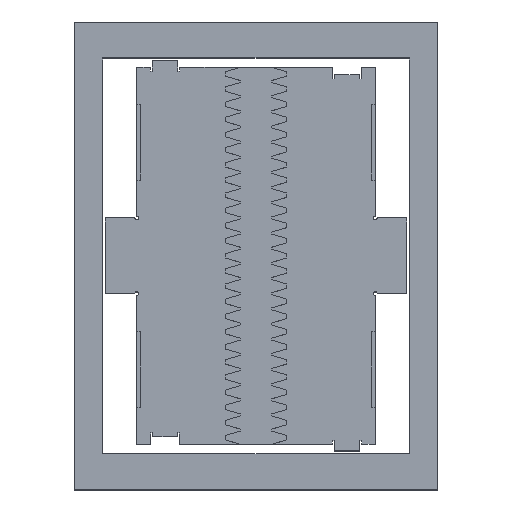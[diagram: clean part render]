
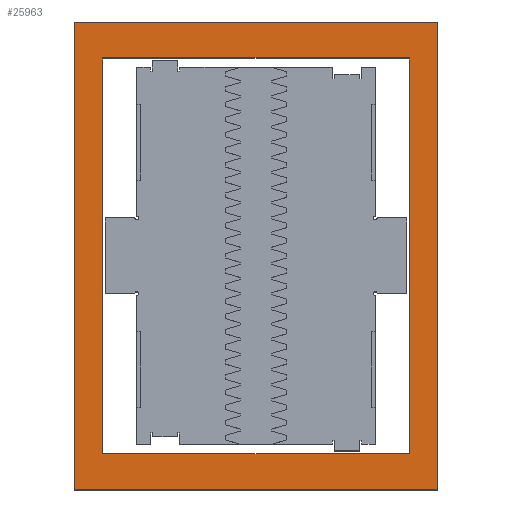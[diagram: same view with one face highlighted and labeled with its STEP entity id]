
A CAD part, top view. The second image highlights one B-rep face of the part: STEP entity #25963.
In plain terms, the highlighted planar face has unit normal (0, 0, 1).
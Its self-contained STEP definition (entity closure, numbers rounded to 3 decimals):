
#25963 = ADVANCED_FACE('',(#25964,#26083),#25978,.T.);
#25964 = FACE_BOUND('',#25965,.T.);
#25965 = EDGE_LOOP('',(#25966,#26001,#26029,#26057));
#25966 = ORIENTED_EDGE('',*,*,#25967,.T.);
#25967 = EDGE_CURVE('',#25968,#25970,#25972,.T.);
#25968 = VERTEX_POINT('',#25969);
#25969 = CARTESIAN_POINT('',(16.2,20.9,-4.2));
#25970 = VERTEX_POINT('',#25971);
#25971 = CARTESIAN_POINT('',(16.2,-20.9,-4.2));
#25972 = SURFACE_CURVE('',#25973,(#25977,#25989),.PCURVE_S1.);
#25973 = LINE('',#25974,#25975);
#25974 = CARTESIAN_POINT('',(16.2,20.9,-4.2));
#25975 = VECTOR('',#25976,1.);
#25976 = DIRECTION('',(0.,-1.,0.));
#25977 = PCURVE('',#25978,#25983);
#25978 = PLANE('',#25979);
#25979 = AXIS2_PLACEMENT_3D('',#25980,#25981,#25982);
#25980 = CARTESIAN_POINT('',(19.2,20.,-4.2));
#25981 = DIRECTION('',(0.,0.,1.));
#25982 = DIRECTION('',(0.,1.,0.));
#25983 = DEFINITIONAL_REPRESENTATION('',(#25984),#25988);
#25984 = LINE('',#25985,#25986);
#25985 = CARTESIAN_POINT('',(0.9,3.));
#25986 = VECTOR('',#25987,1.);
#25987 = DIRECTION('',(-1.,0.));
#25988 = ( GEOMETRIC_REPRESENTATION_CONTEXT(2) 
PARAMETRIC_REPRESENTATION_CONTEXT() REPRESENTATION_CONTEXT('2D SPACE',''
  ) );
#25989 = PCURVE('',#25990,#25995);
#25990 = PLANE('',#25991);
#25991 = AXIS2_PLACEMENT_3D('',#25992,#25993,#25994);
#25992 = CARTESIAN_POINT('',(16.2,20.,-6.6));
#25993 = DIRECTION('',(-1.,0.,0.));
#25994 = DIRECTION('',(0.,0.,1.));
#25995 = DEFINITIONAL_REPRESENTATION('',(#25996),#26000);
#25996 = LINE('',#25997,#25998);
#25997 = CARTESIAN_POINT('',(2.4,0.9));
#25998 = VECTOR('',#25999,1.);
#25999 = DIRECTION('',(0.,-1.));
#26000 = ( GEOMETRIC_REPRESENTATION_CONTEXT(2) 
PARAMETRIC_REPRESENTATION_CONTEXT() REPRESENTATION_CONTEXT('2D SPACE',''
  ) );
#26001 = ORIENTED_EDGE('',*,*,#26002,.F.);
#26002 = EDGE_CURVE('',#26003,#25970,#26005,.T.);
#26003 = VERTEX_POINT('',#26004);
#26004 = CARTESIAN_POINT('',(-16.2,-20.9,-4.2));
#26005 = SURFACE_CURVE('',#26006,(#26010,#26017),.PCURVE_S1.);
#26006 = LINE('',#26007,#26008);
#26007 = CARTESIAN_POINT('',(-16.2,-20.9,-4.2));
#26008 = VECTOR('',#26009,1.);
#26009 = DIRECTION('',(1.,0.,0.));
#26010 = PCURVE('',#25978,#26011);
#26011 = DEFINITIONAL_REPRESENTATION('',(#26012),#26016);
#26012 = LINE('',#26013,#26014);
#26013 = CARTESIAN_POINT('',(-40.9,35.4));
#26014 = VECTOR('',#26015,1.);
#26015 = DIRECTION('',(0.,-1.));
#26016 = ( GEOMETRIC_REPRESENTATION_CONTEXT(2) 
PARAMETRIC_REPRESENTATION_CONTEXT() REPRESENTATION_CONTEXT('2D SPACE',''
  ) );
#26017 = PCURVE('',#26018,#26023);
#26018 = PLANE('',#26019);
#26019 = AXIS2_PLACEMENT_3D('',#26020,#26021,#26022);
#26020 = CARTESIAN_POINT('',(-16.2,-20.9,-6.6));
#26021 = DIRECTION('',(0.,-1.,0.));
#26022 = DIRECTION('',(0.,0.,1.));
#26023 = DEFINITIONAL_REPRESENTATION('',(#26024),#26028);
#26024 = LINE('',#26025,#26026);
#26025 = CARTESIAN_POINT('',(2.4,0.));
#26026 = VECTOR('',#26027,1.);
#26027 = DIRECTION('',(0.,-1.));
#26028 = ( GEOMETRIC_REPRESENTATION_CONTEXT(2) 
PARAMETRIC_REPRESENTATION_CONTEXT() REPRESENTATION_CONTEXT('2D SPACE',''
  ) );
#26029 = ORIENTED_EDGE('',*,*,#26030,.T.);
#26030 = EDGE_CURVE('',#26003,#26031,#26033,.T.);
#26031 = VERTEX_POINT('',#26032);
#26032 = CARTESIAN_POINT('',(-16.2,20.9,-4.2));
#26033 = SURFACE_CURVE('',#26034,(#26038,#26045),.PCURVE_S1.);
#26034 = LINE('',#26035,#26036);
#26035 = CARTESIAN_POINT('',(-16.2,-20.9,-4.2));
#26036 = VECTOR('',#26037,1.);
#26037 = DIRECTION('',(0.,1.,0.));
#26038 = PCURVE('',#25978,#26039);
#26039 = DEFINITIONAL_REPRESENTATION('',(#26040),#26044);
#26040 = LINE('',#26041,#26042);
#26041 = CARTESIAN_POINT('',(-40.9,35.4));
#26042 = VECTOR('',#26043,1.);
#26043 = DIRECTION('',(1.,0.));
#26044 = ( GEOMETRIC_REPRESENTATION_CONTEXT(2) 
PARAMETRIC_REPRESENTATION_CONTEXT() REPRESENTATION_CONTEXT('2D SPACE',''
  ) );
#26045 = PCURVE('',#26046,#26051);
#26046 = PLANE('',#26047);
#26047 = AXIS2_PLACEMENT_3D('',#26048,#26049,#26050);
#26048 = CARTESIAN_POINT('',(-16.2,20.,-6.6));
#26049 = DIRECTION('',(-1.,0.,0.));
#26050 = DIRECTION('',(0.,0.,1.));
#26051 = DEFINITIONAL_REPRESENTATION('',(#26052),#26056);
#26052 = LINE('',#26053,#26054);
#26053 = CARTESIAN_POINT('',(2.4,-40.9));
#26054 = VECTOR('',#26055,1.);
#26055 = DIRECTION('',(0.,1.));
#26056 = ( GEOMETRIC_REPRESENTATION_CONTEXT(2) 
PARAMETRIC_REPRESENTATION_CONTEXT() REPRESENTATION_CONTEXT('2D SPACE',''
  ) );
#26057 = ORIENTED_EDGE('',*,*,#26058,.F.);
#26058 = EDGE_CURVE('',#25968,#26031,#26059,.T.);
#26059 = SURFACE_CURVE('',#26060,(#26064,#26071),.PCURVE_S1.);
#26060 = LINE('',#26061,#26062);
#26061 = CARTESIAN_POINT('',(16.2,20.9,-4.2));
#26062 = VECTOR('',#26063,1.);
#26063 = DIRECTION('',(-1.,0.,0.));
#26064 = PCURVE('',#25978,#26065);
#26065 = DEFINITIONAL_REPRESENTATION('',(#26066),#26070);
#26066 = LINE('',#26067,#26068);
#26067 = CARTESIAN_POINT('',(0.9,3.));
#26068 = VECTOR('',#26069,1.);
#26069 = DIRECTION('',(0.,1.));
#26070 = ( GEOMETRIC_REPRESENTATION_CONTEXT(2) 
PARAMETRIC_REPRESENTATION_CONTEXT() REPRESENTATION_CONTEXT('2D SPACE',''
  ) );
#26071 = PCURVE('',#26072,#26077);
#26072 = PLANE('',#26073);
#26073 = AXIS2_PLACEMENT_3D('',#26074,#26075,#26076);
#26074 = CARTESIAN_POINT('',(16.2,20.9,-6.6));
#26075 = DIRECTION('',(0.,1.,0.));
#26076 = DIRECTION('',(0.,0.,1.));
#26077 = DEFINITIONAL_REPRESENTATION('',(#26078),#26082);
#26078 = LINE('',#26079,#26080);
#26079 = CARTESIAN_POINT('',(2.4,0.));
#26080 = VECTOR('',#26081,1.);
#26081 = DIRECTION('',(0.,-1.));
#26082 = ( GEOMETRIC_REPRESENTATION_CONTEXT(2) 
PARAMETRIC_REPRESENTATION_CONTEXT() REPRESENTATION_CONTEXT('2D SPACE',''
  ) );
#26083 = FACE_BOUND('',#26084,.T.);
#26084 = EDGE_LOOP('',(#26085,#26115,#26143,#26171));
#26085 = ORIENTED_EDGE('',*,*,#26086,.T.);
#26086 = EDGE_CURVE('',#26087,#26089,#26091,.T.);
#26087 = VERTEX_POINT('',#26088);
#26088 = CARTESIAN_POINT('',(-19.2,24.7,-4.2));
#26089 = VERTEX_POINT('',#26090);
#26090 = CARTESIAN_POINT('',(-19.2,-24.7,-4.2));
#26091 = SURFACE_CURVE('',#26092,(#26096,#26103),.PCURVE_S1.);
#26092 = LINE('',#26093,#26094);
#26093 = CARTESIAN_POINT('',(-19.2,24.7,-4.2));
#26094 = VECTOR('',#26095,1.);
#26095 = DIRECTION('',(0.,-1.,0.));
#26096 = PCURVE('',#25978,#26097);
#26097 = DEFINITIONAL_REPRESENTATION('',(#26098),#26102);
#26098 = LINE('',#26099,#26100);
#26099 = CARTESIAN_POINT('',(4.7,38.4));
#26100 = VECTOR('',#26101,1.);
#26101 = DIRECTION('',(-1.,0.));
#26102 = ( GEOMETRIC_REPRESENTATION_CONTEXT(2) 
PARAMETRIC_REPRESENTATION_CONTEXT() REPRESENTATION_CONTEXT('2D SPACE',''
  ) );
#26103 = PCURVE('',#26104,#26109);
#26104 = PLANE('',#26105);
#26105 = AXIS2_PLACEMENT_3D('',#26106,#26107,#26108);
#26106 = CARTESIAN_POINT('',(-19.2,20.,-6.6));
#26107 = DIRECTION('',(-1.,0.,0.));
#26108 = DIRECTION('',(0.,0.,1.));
#26109 = DEFINITIONAL_REPRESENTATION('',(#26110),#26114);
#26110 = LINE('',#26111,#26112);
#26111 = CARTESIAN_POINT('',(2.4,4.7));
#26112 = VECTOR('',#26113,1.);
#26113 = DIRECTION('',(0.,-1.));
#26114 = ( GEOMETRIC_REPRESENTATION_CONTEXT(2) 
PARAMETRIC_REPRESENTATION_CONTEXT() REPRESENTATION_CONTEXT('2D SPACE',''
  ) );
#26115 = ORIENTED_EDGE('',*,*,#26116,.T.);
#26116 = EDGE_CURVE('',#26089,#26117,#26119,.T.);
#26117 = VERTEX_POINT('',#26118);
#26118 = CARTESIAN_POINT('',(19.2,-24.7,-4.2));
#26119 = SURFACE_CURVE('',#26120,(#26124,#26131),.PCURVE_S1.);
#26120 = LINE('',#26121,#26122);
#26121 = CARTESIAN_POINT('',(-19.2,-24.7,-4.2));
#26122 = VECTOR('',#26123,1.);
#26123 = DIRECTION('',(1.,0.,0.));
#26124 = PCURVE('',#25978,#26125);
#26125 = DEFINITIONAL_REPRESENTATION('',(#26126),#26130);
#26126 = LINE('',#26127,#26128);
#26127 = CARTESIAN_POINT('',(-44.7,38.4));
#26128 = VECTOR('',#26129,1.);
#26129 = DIRECTION('',(0.,-1.));
#26130 = ( GEOMETRIC_REPRESENTATION_CONTEXT(2) 
PARAMETRIC_REPRESENTATION_CONTEXT() REPRESENTATION_CONTEXT('2D SPACE',''
  ) );
#26131 = PCURVE('',#26132,#26137);
#26132 = PLANE('',#26133);
#26133 = AXIS2_PLACEMENT_3D('',#26134,#26135,#26136);
#26134 = CARTESIAN_POINT('',(-19.2,-24.7,-6.6));
#26135 = DIRECTION('',(0.,-1.,0.));
#26136 = DIRECTION('',(0.,0.,1.));
#26137 = DEFINITIONAL_REPRESENTATION('',(#26138),#26142);
#26138 = LINE('',#26139,#26140);
#26139 = CARTESIAN_POINT('',(2.4,0.));
#26140 = VECTOR('',#26141,1.);
#26141 = DIRECTION('',(0.,-1.));
#26142 = ( GEOMETRIC_REPRESENTATION_CONTEXT(2) 
PARAMETRIC_REPRESENTATION_CONTEXT() REPRESENTATION_CONTEXT('2D SPACE',''
  ) );
#26143 = ORIENTED_EDGE('',*,*,#26144,.T.);
#26144 = EDGE_CURVE('',#26117,#26145,#26147,.T.);
#26145 = VERTEX_POINT('',#26146);
#26146 = CARTESIAN_POINT('',(19.2,24.7,-4.2));
#26147 = SURFACE_CURVE('',#26148,(#26152,#26159),.PCURVE_S1.);
#26148 = LINE('',#26149,#26150);
#26149 = CARTESIAN_POINT('',(19.2,-24.7,-4.2));
#26150 = VECTOR('',#26151,1.);
#26151 = DIRECTION('',(0.,1.,0.));
#26152 = PCURVE('',#25978,#26153);
#26153 = DEFINITIONAL_REPRESENTATION('',(#26154),#26158);
#26154 = LINE('',#26155,#26156);
#26155 = CARTESIAN_POINT('',(-44.7,0.));
#26156 = VECTOR('',#26157,1.);
#26157 = DIRECTION('',(1.,0.));
#26158 = ( GEOMETRIC_REPRESENTATION_CONTEXT(2) 
PARAMETRIC_REPRESENTATION_CONTEXT() REPRESENTATION_CONTEXT('2D SPACE',''
  ) );
#26159 = PCURVE('',#26160,#26165);
#26160 = PLANE('',#26161);
#26161 = AXIS2_PLACEMENT_3D('',#26162,#26163,#26164);
#26162 = CARTESIAN_POINT('',(19.2,20.,-6.6));
#26163 = DIRECTION('',(-1.,0.,0.));
#26164 = DIRECTION('',(0.,0.,1.));
#26165 = DEFINITIONAL_REPRESENTATION('',(#26166),#26170);
#26166 = LINE('',#26167,#26168);
#26167 = CARTESIAN_POINT('',(2.4,-44.7));
#26168 = VECTOR('',#26169,1.);
#26169 = DIRECTION('',(0.,1.));
#26170 = ( GEOMETRIC_REPRESENTATION_CONTEXT(2) 
PARAMETRIC_REPRESENTATION_CONTEXT() REPRESENTATION_CONTEXT('2D SPACE',''
  ) );
#26171 = ORIENTED_EDGE('',*,*,#26172,.T.);
#26172 = EDGE_CURVE('',#26145,#26087,#26173,.T.);
#26173 = SURFACE_CURVE('',#26174,(#26178,#26185),.PCURVE_S1.);
#26174 = LINE('',#26175,#26176);
#26175 = CARTESIAN_POINT('',(19.2,24.7,-4.2));
#26176 = VECTOR('',#26177,1.);
#26177 = DIRECTION('',(-1.,0.,0.));
#26178 = PCURVE('',#25978,#26179);
#26179 = DEFINITIONAL_REPRESENTATION('',(#26180),#26184);
#26180 = LINE('',#26181,#26182);
#26181 = CARTESIAN_POINT('',(4.7,0.));
#26182 = VECTOR('',#26183,1.);
#26183 = DIRECTION('',(0.,1.));
#26184 = ( GEOMETRIC_REPRESENTATION_CONTEXT(2) 
PARAMETRIC_REPRESENTATION_CONTEXT() REPRESENTATION_CONTEXT('2D SPACE',''
  ) );
#26185 = PCURVE('',#26186,#26191);
#26186 = PLANE('',#26187);
#26187 = AXIS2_PLACEMENT_3D('',#26188,#26189,#26190);
#26188 = CARTESIAN_POINT('',(19.2,24.7,-6.6));
#26189 = DIRECTION('',(0.,1.,0.));
#26190 = DIRECTION('',(0.,0.,1.));
#26191 = DEFINITIONAL_REPRESENTATION('',(#26192),#26196);
#26192 = LINE('',#26193,#26194);
#26193 = CARTESIAN_POINT('',(2.4,0.));
#26194 = VECTOR('',#26195,1.);
#26195 = DIRECTION('',(0.,-1.));
#26196 = ( GEOMETRIC_REPRESENTATION_CONTEXT(2) 
PARAMETRIC_REPRESENTATION_CONTEXT() REPRESENTATION_CONTEXT('2D SPACE',''
  ) );
